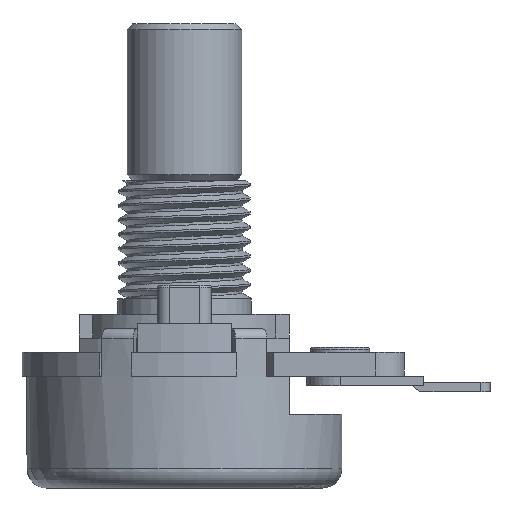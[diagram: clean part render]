
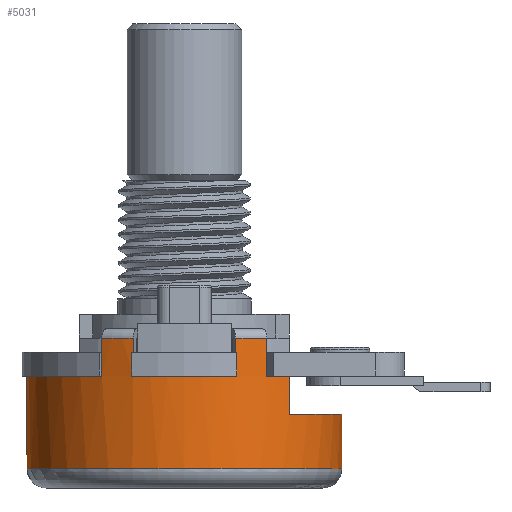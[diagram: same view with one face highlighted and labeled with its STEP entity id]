
A CAD part, left-side view. The second image highlights one B-rep face of the part: STEP entity #5031.
In plain terms, the highlighted cylindrical face has radius 8.25 mm (diameter 16.5 mm), a full revolution.
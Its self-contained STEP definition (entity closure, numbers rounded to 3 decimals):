
#500=FACE_OUTER_BOUND('',#800,.T.);
#800=EDGE_LOOP('',(#4635,#4636,#4637,#4638,#4639,#4640,#4641,#4642,#4643,
#4644,#4645,#4646,#4647,#4648,#4649,#4650,#4651,#4652,#4653,#4654,#4655,
#4656,#4657,#4658,#4659,#4660,#4661,#4662));
#959=CIRCLE('',#5427,8.25);
#963=CIRCLE('',#5438,8.25);
#964=CIRCLE('',#5439,8.25);
#979=CIRCLE('',#5460,8.25);
#980=CIRCLE('',#5462,8.25);
#981=CIRCLE('',#5464,8.25);
#982=CIRCLE('',#5466,8.25);
#983=CIRCLE('',#5467,8.25);
#984=CIRCLE('',#5469,8.25);
#985=CIRCLE('',#5471,8.25);
#987=CIRCLE('',#5474,8.25);
#995=CIRCLE('',#5490,8.25);
#1003=CIRCLE('',#5506,8.25);
#1011=CIRCLE('',#5522,8.25);
#1449=LINE('',#9581,#1915);
#1456=LINE('',#9625,#1922);
#1459=LINE('',#9641,#1925);
#1463=LINE('',#9650,#1929);
#1482=LINE('',#9733,#1948);
#1493=LINE('',#9762,#1959);
#1497=LINE('',#9778,#1963);
#1505=LINE('',#9802,#1971);
#1506=LINE('',#9813,#1972);
#1517=LINE('',#9842,#1983);
#1521=LINE('',#9858,#1987);
#1529=LINE('',#9882,#1995);
#1530=LINE('',#9885,#1996);
#1915=VECTOR('',#6692,10.);
#1922=VECTOR('',#6701,10.);
#1925=VECTOR('',#6720,10.);
#1929=VECTOR('',#6726,10.);
#1948=VECTOR('',#6811,10.);
#1959=VECTOR('',#6842,10.);
#1963=VECTOR('',#6858,10.);
#1971=VECTOR('',#6886,10.);
#1972=VECTOR('',#6899,10.);
#1983=VECTOR('',#6930,10.);
#1987=VECTOR('',#6946,10.);
#1995=VECTOR('',#6974,10.);
#1996=VECTOR('',#6979,8.25);
#2375=VERTEX_POINT('',#9528);
#2376=VERTEX_POINT('',#9539);
#2381=VERTEX_POINT('',#9569);
#2386=VERTEX_POINT('',#9599);
#2389=VERTEX_POINT('',#9628);
#2392=VERTEX_POINT('',#9638);
#2393=VERTEX_POINT('',#9640);
#2396=VERTEX_POINT('',#9647);
#2397=VERTEX_POINT('',#9649);
#2416=VERTEX_POINT('',#9694);
#2417=VERTEX_POINT('',#9700);
#2418=VERTEX_POINT('',#9704);
#2419=VERTEX_POINT('',#9706);
#2420=VERTEX_POINT('',#9708);
#2421=VERTEX_POINT('',#9712);
#2422=VERTEX_POINT('',#9714);
#2423=VERTEX_POINT('',#9718);
#2424=VERTEX_POINT('',#9720);
#2426=VERTEX_POINT('',#9725);
#2427=VERTEX_POINT('',#9727);
#2438=VERTEX_POINT('',#9765);
#2439=VERTEX_POINT('',#9767);
#2450=VERTEX_POINT('',#9805);
#2451=VERTEX_POINT('',#9807);
#2462=VERTEX_POINT('',#9845);
#2463=VERTEX_POINT('',#9847);
#3051=EDGE_CURVE('',#2376,#2375,#959,.T.);
#3062=EDGE_CURVE('',#2376,#2381,#1449,.T.);
#3072=EDGE_CURVE('',#2386,#2375,#1456,.T.);
#3074=EDGE_CURVE('',#2386,#2389,#963,.T.);
#3075=EDGE_CURVE('',#2389,#2381,#964,.T.);
#3079=EDGE_CURVE('',#2393,#2392,#1459,.T.);
#3083=EDGE_CURVE('',#2397,#2396,#1463,.T.);
#3107=EDGE_CURVE('',#2416,#2393,#979,.T.);
#3109=EDGE_CURVE('',#2392,#2397,#980,.T.);
#3111=EDGE_CURVE('',#2396,#2417,#981,.T.);
#3113=EDGE_CURVE('',#2419,#2418,#982,.T.);
#3114=EDGE_CURVE('',#2420,#2419,#983,.T.);
#3117=EDGE_CURVE('',#2422,#2421,#984,.T.);
#3120=EDGE_CURVE('',#2424,#2423,#985,.T.);
#3123=EDGE_CURVE('',#2426,#2427,#987,.T.);
#3126=EDGE_CURVE('',#2423,#2427,#1482,.T.);
#3141=EDGE_CURVE('',#2426,#2416,#1493,.T.);
#3143=EDGE_CURVE('',#2438,#2439,#995,.T.);
#3149=EDGE_CURVE('',#2424,#2438,#1497,.T.);
#3161=EDGE_CURVE('',#2421,#2439,#1505,.T.);
#3163=EDGE_CURVE('',#2450,#2451,#1003,.T.);
#3166=EDGE_CURVE('',#2418,#2451,#1506,.T.);
#3181=EDGE_CURVE('',#2450,#2422,#1517,.T.);
#3183=EDGE_CURVE('',#2462,#2463,#1011,.T.);
#3189=EDGE_CURVE('',#2420,#2462,#1521,.T.);
#3201=EDGE_CURVE('',#2417,#2463,#1529,.T.);
#3202=EDGE_CURVE('',#2389,#2419,#1530,.T.);
#4635=ORIENTED_EDGE('',*,*,#3062,.T.);
#4636=ORIENTED_EDGE('',*,*,#3075,.F.);
#4637=ORIENTED_EDGE('',*,*,#3202,.T.);
#4638=ORIENTED_EDGE('',*,*,#3113,.T.);
#4639=ORIENTED_EDGE('',*,*,#3166,.T.);
#4640=ORIENTED_EDGE('',*,*,#3163,.F.);
#4641=ORIENTED_EDGE('',*,*,#3181,.T.);
#4642=ORIENTED_EDGE('',*,*,#3117,.T.);
#4643=ORIENTED_EDGE('',*,*,#3161,.T.);
#4644=ORIENTED_EDGE('',*,*,#3143,.F.);
#4645=ORIENTED_EDGE('',*,*,#3149,.F.);
#4646=ORIENTED_EDGE('',*,*,#3120,.T.);
#4647=ORIENTED_EDGE('',*,*,#3126,.T.);
#4648=ORIENTED_EDGE('',*,*,#3123,.F.);
#4649=ORIENTED_EDGE('',*,*,#3141,.T.);
#4650=ORIENTED_EDGE('',*,*,#3107,.T.);
#4651=ORIENTED_EDGE('',*,*,#3079,.T.);
#4652=ORIENTED_EDGE('',*,*,#3109,.T.);
#4653=ORIENTED_EDGE('',*,*,#3083,.T.);
#4654=ORIENTED_EDGE('',*,*,#3111,.T.);
#4655=ORIENTED_EDGE('',*,*,#3201,.T.);
#4656=ORIENTED_EDGE('',*,*,#3183,.F.);
#4657=ORIENTED_EDGE('',*,*,#3189,.F.);
#4658=ORIENTED_EDGE('',*,*,#3114,.T.);
#4659=ORIENTED_EDGE('',*,*,#3202,.F.);
#4660=ORIENTED_EDGE('',*,*,#3074,.F.);
#4661=ORIENTED_EDGE('',*,*,#3072,.T.);
#4662=ORIENTED_EDGE('',*,*,#3051,.F.);
#4759=CYLINDRICAL_SURFACE('',#5537,8.25);
#5031=ADVANCED_FACE('',(#500),#4759,.T.);
#5427=AXIS2_PLACEMENT_3D('',#9550,#6669,#6670);
#5438=AXIS2_PLACEMENT_3D('',#9629,#6706,#6707);
#5439=AXIS2_PLACEMENT_3D('',#9630,#6708,#6709);
#5460=AXIS2_PLACEMENT_3D('',#9695,#6767,#6768);
#5462=AXIS2_PLACEMENT_3D('',#9698,#6772,#6773);
#5464=AXIS2_PLACEMENT_3D('',#9702,#6777,#6778);
#5466=AXIS2_PLACEMENT_3D('',#9707,#6782,#6783);
#5467=AXIS2_PLACEMENT_3D('',#9709,#6784,#6785);
#5469=AXIS2_PLACEMENT_3D('',#9715,#6790,#6791);
#5471=AXIS2_PLACEMENT_3D('',#9721,#6796,#6797);
#5474=AXIS2_PLACEMENT_3D('',#9728,#6803,#6804);
#5490=AXIS2_PLACEMENT_3D('',#9768,#6847,#6848);
#5506=AXIS2_PLACEMENT_3D('',#9808,#6891,#6892);
#5522=AXIS2_PLACEMENT_3D('',#9848,#6935,#6936);
#5537=AXIS2_PLACEMENT_3D('',#9884,#6977,#6978);
#6669=DIRECTION('center_axis',(0.,0.,-1.));
#6670=DIRECTION('ref_axis',(1.,0.,0.));
#6692=DIRECTION('',(0.,0.,-1.));
#6701=DIRECTION('',(0.,0.,1.));
#6706=DIRECTION('center_axis',(0.,0.,-1.));
#6707=DIRECTION('ref_axis',(1.,0.,0.));
#6708=DIRECTION('center_axis',(0.,0.,-1.));
#6709=DIRECTION('ref_axis',(1.,0.,0.));
#6720=DIRECTION('',(0.,0.,-1.));
#6726=DIRECTION('',(0.,0.,1.));
#6767=DIRECTION('center_axis',(0.,0.,-1.));
#6768=DIRECTION('ref_axis',(1.,0.,0.));
#6772=DIRECTION('center_axis',(0.,0.,-1.));
#6773=DIRECTION('ref_axis',(1.,0.,0.));
#6777=DIRECTION('center_axis',(0.,0.,-1.));
#6778=DIRECTION('ref_axis',(1.,0.,0.));
#6782=DIRECTION('center_axis',(0.,0.,-1.));
#6783=DIRECTION('ref_axis',(1.,0.,0.));
#6784=DIRECTION('center_axis',(0.,0.,-1.));
#6785=DIRECTION('ref_axis',(1.,0.,0.));
#6790=DIRECTION('center_axis',(0.,0.,-1.));
#6791=DIRECTION('ref_axis',(1.,0.,0.));
#6796=DIRECTION('center_axis',(0.,0.,-1.));
#6797=DIRECTION('ref_axis',(1.,0.,0.));
#6803=DIRECTION('center_axis',(0.,0.,1.));
#6804=DIRECTION('ref_axis',(0.905,-0.426,0.));
#6811=DIRECTION('',(0.,0.,1.));
#6842=DIRECTION('',(0.,0.,-1.));
#6847=DIRECTION('center_axis',(0.,0.,1.));
#6848=DIRECTION('ref_axis',(0.905,0.426,0.));
#6858=DIRECTION('',(0.,0.,1.));
#6886=DIRECTION('',(0.,0.,1.));
#6891=DIRECTION('center_axis',(0.,0.,1.));
#6892=DIRECTION('ref_axis',(-0.905,0.426,0.));
#6899=DIRECTION('',(0.,0.,1.));
#6930=DIRECTION('',(0.,0.,-1.));
#6935=DIRECTION('center_axis',(0.,0.,1.));
#6936=DIRECTION('ref_axis',(-0.905,-0.426,0.));
#6946=DIRECTION('',(0.,0.,1.));
#6974=DIRECTION('',(0.,0.,1.));
#6977=DIRECTION('center_axis',(0.,0.,-1.));
#6978=DIRECTION('ref_axis',(1.,0.,0.));
#6979=DIRECTION('',(0.,0.,1.));
#9528=CARTESIAN_POINT('',(8.195,-0.95,4.66));
#9539=CARTESIAN_POINT('',(8.195,0.95,4.66));
#9550=CARTESIAN_POINT('Origin',(0.,0.,4.66));
#9569=CARTESIAN_POINT('',(8.195,0.95,2.6));
#9581=CARTESIAN_POINT('',(8.195,0.95,7.46));
#9599=CARTESIAN_POINT('',(8.195,-0.95,2.6));
#9625=CARTESIAN_POINT('',(8.195,-0.95,7.46));
#9628=CARTESIAN_POINT('',(-8.25,0.,2.6));
#9629=CARTESIAN_POINT('Origin',(0.,0.,2.6));
#9630=CARTESIAN_POINT('Origin',(0.,0.,2.6));
#9638=CARTESIAN_POINT('',(6.15,-5.499,5.46));
#9640=CARTESIAN_POINT('',(6.15,-5.499,7.46));
#9641=CARTESIAN_POINT('',(6.15,-5.499,7.46));
#9647=CARTESIAN_POINT('',(-6.15,-5.499,7.46));
#9649=CARTESIAN_POINT('',(-6.15,-5.499,5.46));
#9650=CARTESIAN_POINT('',(-6.15,-5.499,7.46));
#9694=CARTESIAN_POINT('',(7.029,-4.319,7.46));
#9695=CARTESIAN_POINT('Origin',(0.,0.,7.46));
#9698=CARTESIAN_POINT('Origin',(0.,0.,5.46));
#9700=CARTESIAN_POINT('',(-7.029,-4.319,7.46));
#9702=CARTESIAN_POINT('Origin',(0.,0.,7.46));
#9704=CARTESIAN_POINT('',(-7.805,2.673,7.46));
#9706=CARTESIAN_POINT('',(-8.25,0.,7.46));
#9707=CARTESIAN_POINT('Origin',(0.,0.,7.46));
#9708=CARTESIAN_POINT('',(-7.805,-2.673,7.46));
#9709=CARTESIAN_POINT('Origin',(0.,0.,7.46));
#9712=CARTESIAN_POINT('',(7.029,4.319,7.46));
#9714=CARTESIAN_POINT('',(-7.029,4.319,7.46));
#9715=CARTESIAN_POINT('Origin',(0.,0.,7.46));
#9718=CARTESIAN_POINT('',(7.805,-2.673,7.46));
#9720=CARTESIAN_POINT('',(7.805,2.673,7.46));
#9721=CARTESIAN_POINT('Origin',(0.,0.,7.46));
#9725=CARTESIAN_POINT('',(7.029,-4.319,9.45));
#9727=CARTESIAN_POINT('',(7.805,-2.673,9.45));
#9728=CARTESIAN_POINT('Origin',(0.,0.,9.45));
#9733=CARTESIAN_POINT('',(7.805,-2.673,8.7));
#9762=CARTESIAN_POINT('',(7.029,-4.319,8.7));
#9765=CARTESIAN_POINT('',(7.805,2.673,9.45));
#9767=CARTESIAN_POINT('',(7.029,4.319,9.45));
#9768=CARTESIAN_POINT('Origin',(0.,0.,9.45));
#9778=CARTESIAN_POINT('',(7.805,2.673,8.7));
#9802=CARTESIAN_POINT('',(7.029,4.319,8.7));
#9805=CARTESIAN_POINT('',(-7.029,4.319,9.45));
#9807=CARTESIAN_POINT('',(-7.805,2.673,9.45));
#9808=CARTESIAN_POINT('Origin',(0.,0.,9.45));
#9813=CARTESIAN_POINT('',(-7.805,2.673,8.7));
#9842=CARTESIAN_POINT('',(-7.029,4.319,8.7));
#9845=CARTESIAN_POINT('',(-7.805,-2.673,9.45));
#9847=CARTESIAN_POINT('',(-7.029,-4.319,9.45));
#9848=CARTESIAN_POINT('Origin',(0.,0.,9.45));
#9858=CARTESIAN_POINT('',(-7.805,-2.673,8.7));
#9882=CARTESIAN_POINT('',(-7.029,-4.319,8.7));
#9884=CARTESIAN_POINT('Origin',(0.,0.,7.46));
#9885=CARTESIAN_POINT('',(-8.25,0.,7.46));
